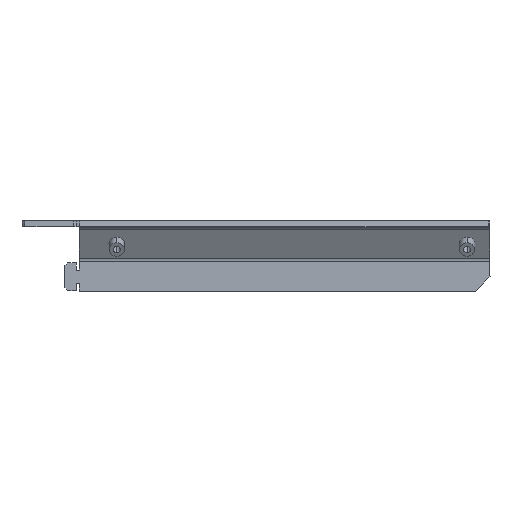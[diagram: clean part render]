
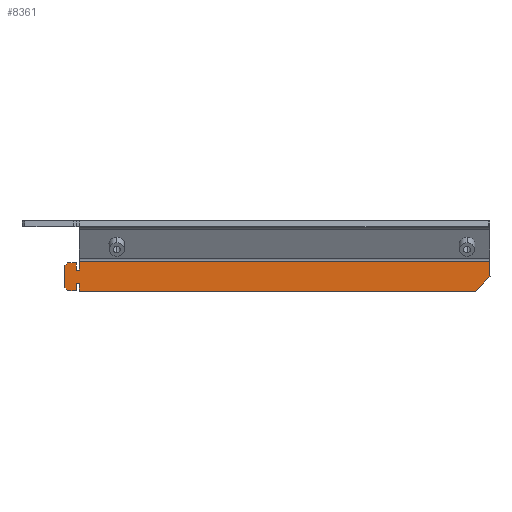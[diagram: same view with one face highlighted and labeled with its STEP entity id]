
A CAD part, front view. The second image highlights one B-rep face of the part: STEP entity #8361.
In plain terms, the highlighted planar face has unit normal (0, -1, 0).
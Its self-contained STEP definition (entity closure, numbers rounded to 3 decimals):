
#211 = ORIENTED_EDGE ( 'NONE', *, *, #3781, .T. ) ;
#280 = CARTESIAN_POINT ( 'NONE',  ( -621.391, 357.789, 753.205 ) ) ;
#423 = VERTEX_POINT ( 'NONE', #8796 ) ;
#497 = LINE ( 'NONE', #8324, #5913 ) ;
#868 = AXIS2_PLACEMENT_3D ( 'NONE', #1825, #3974, #8924 ) ;
#985 = DIRECTION ( 'NONE',  ( -1., 0., 0. ) ) ;
#1089 = CARTESIAN_POINT ( 'NONE',  ( -625.341, 357.789, 752.205 ) ) ;
#1190 = ORIENTED_EDGE ( 'NONE', *, *, #6664, .T. ) ;
#1335 = VECTOR ( 'NONE', #1930, 1000. ) ;
#1339 = VERTEX_POINT ( 'NONE', #4586 ) ;
#1428 = VERTEX_POINT ( 'NONE', #4676 ) ;
#1649 = LINE ( 'NONE', #2131, #5633 ) ;
#1754 = EDGE_CURVE ( 'NONE', #3131, #6058, #8862, .T. ) ;
#1825 = CARTESIAN_POINT ( 'NONE',  ( -548.858, 357.789, 750.667 ) ) ;
#1870 = DIRECTION ( 'NONE',  ( 1., 0., 0. ) ) ;
#1930 = DIRECTION ( 'NONE',  ( -0.707, 0., -0.707 ) ) ;
#1932 = ORIENTED_EDGE ( 'NONE', *, *, #7502, .F. ) ;
#2004 = LINE ( 'NONE', #5464, #1335 ) ;
#2108 = CARTESIAN_POINT ( 'NONE',  ( -625.341, 357.789, 750.667 ) ) ;
#2112 = VECTOR ( 'NONE', #7443, 1000. ) ;
#2131 = CARTESIAN_POINT ( 'NONE',  ( -624.341, 357.789, 743.505 ) ) ;
#2156 = CARTESIAN_POINT ( 'NONE',  ( -482.29, 357.789, 743.355 ) ) ;
#2168 = EDGE_CURVE ( 'NONE', #2300, #3131, #8570, .T. ) ;
#2234 = ORIENTED_EDGE ( 'NONE', *, *, #7444, .F. ) ;
#2300 = VERTEX_POINT ( 'NONE', #6899 ) ;
#2327 = VECTOR ( 'NONE', #7777, 1000. ) ;
#2338 = ORIENTED_EDGE ( 'NONE', *, *, #3945, .T. ) ;
#2497 = CARTESIAN_POINT ( 'NONE',  ( -620.291, 357.789, 750.667 ) ) ;
#2602 = DIRECTION ( 'NONE',  ( -1., 0., 0. ) ) ;
#2640 = EDGE_CURVE ( 'NONE', #5801, #423, #497, .T. ) ;
#2795 = LINE ( 'NONE', #7544, #6550 ) ;
#2891 = CARTESIAN_POINT ( 'NONE',  ( -620.291, 357.789, 750.667 ) ) ;
#3131 = VERTEX_POINT ( 'NONE', #8257 ) ;
#3257 = VERTEX_POINT ( 'NONE', #7578 ) ;
#3353 = VECTOR ( 'NONE', #4969, 1000. ) ;
#3396 = DIRECTION ( 'NONE',  ( -1., 0., 0. ) ) ;
#3469 = LINE ( 'NONE', #280, #8655 ) ;
#3527 = VECTOR ( 'NONE', #8018, 1000. ) ;
#3587 = DIRECTION ( 'NONE',  ( 1., 0., 0. ) ) ;
#3667 = VERTEX_POINT ( 'NONE', #1089 ) ;
#3705 = CARTESIAN_POINT ( 'NONE',  ( -620.291, 357.789, 750.705 ) ) ;
#3781 = EDGE_CURVE ( 'NONE', #2300, #3257, #3469, .T. ) ;
#3820 = ORIENTED_EDGE ( 'NONE', *, *, #4487, .T. ) ;
#3875 = ORIENTED_EDGE ( 'NONE', *, *, #2640, .F. ) ;
#3945 = EDGE_CURVE ( 'NONE', #8047, #1428, #6116, .T. ) ;
#3974 = DIRECTION ( 'NONE',  ( 0., 1., 0. ) ) ;
#3984 = DIRECTION ( 'NONE',  ( -1., 0., 0. ) ) ;
#4133 = ORIENTED_EDGE ( 'NONE', *, *, #8079, .F. ) ;
#4234 = VECTOR ( 'NONE', #1870, 1000. ) ;
#4286 = ORIENTED_EDGE ( 'NONE', *, *, #9185, .F. ) ;
#4487 = EDGE_CURVE ( 'NONE', #7885, #8047, #1649, .T. ) ;
#4586 = CARTESIAN_POINT ( 'NONE',  ( -620.291, 357.789, 753.828 ) ) ;
#4676 = CARTESIAN_POINT ( 'NONE',  ( -621.391, 357.789, 743.505 ) ) ;
#4689 = CARTESIAN_POINT ( 'NONE',  ( -625.341, 357.789, 744.505 ) ) ;
#4821 = CARTESIAN_POINT ( 'NONE',  ( -620.291, 357.789, 746.005 ) ) ;
#4969 = DIRECTION ( 'NONE',  ( 0., 0., 1. ) ) ;
#4997 = VECTOR ( 'NONE', #6391, 1000. ) ;
#5009 = ORIENTED_EDGE ( 'NONE', *, *, #8809, .F. ) ;
#5011 = DIRECTION ( 'NONE',  ( 0., 0., 1. ) ) ;
#5213 = LINE ( 'NONE', #2497, #2112 ) ;
#5286 = CARTESIAN_POINT ( 'NONE',  ( -621.391, 357.789, 750.667 ) ) ;
#5365 = EDGE_LOOP ( 'NONE', ( #6467, #6428, #211, #7709, #4133, #3820, #2338, #6339, #3875, #4286, #1932, #5009, #9121, #1190, #2234 ) ) ;
#5402 = CARTESIAN_POINT ( 'NONE',  ( -621.391, 357.789, 743.505 ) ) ;
#5449 = LINE ( 'NONE', #7017, #4997 ) ;
#5464 = CARTESIAN_POINT ( 'NONE',  ( -624.341, 357.789, 753.205 ) ) ;
#5623 = CARTESIAN_POINT ( 'NONE',  ( -477.29, 357.789, 750.667 ) ) ;
#5633 = VECTOR ( 'NONE', #6372, 1000. ) ;
#5801 = VERTEX_POINT ( 'NONE', #4821 ) ;
#5913 = VECTOR ( 'NONE', #3396, 1000. ) ;
#5932 = VERTEX_POINT ( 'NONE', #8266 ) ;
#5999 = DIRECTION ( 'NONE',  ( 0., 0., -1. ) ) ;
#6058 = VERTEX_POINT ( 'NONE', #3705 ) ;
#6072 = PLANE ( 'NONE',  #868 ) ;
#6116 = LINE ( 'NONE', #5402, #4234 ) ;
#6339 = ORIENTED_EDGE ( 'NONE', *, *, #6865, .F. ) ;
#6372 = DIRECTION ( 'NONE',  ( 0.707, 0., -0.707 ) ) ;
#6391 = DIRECTION ( 'NONE',  ( 0., 0., -1. ) ) ;
#6428 = ORIENTED_EDGE ( 'NONE', *, *, #2168, .F. ) ;
#6467 = ORIENTED_EDGE ( 'NONE', *, *, #1754, .F. ) ;
#6550 = VECTOR ( 'NONE', #2602, 1000. ) ;
#6664 = EDGE_CURVE ( 'NONE', #5932, #1339, #2795, .T. ) ;
#6697 = VECTOR ( 'NONE', #5999, 1000. ) ;
#6855 = EDGE_CURVE ( 'NONE', #7461, #5932, #7107, .T. ) ;
#6865 = EDGE_CURVE ( 'NONE', #423, #1428, #5449, .T. ) ;
#6871 = VERTEX_POINT ( 'NONE', #2156 ) ;
#6878 = LINE ( 'NONE', #7508, #7097 ) ;
#6899 = CARTESIAN_POINT ( 'NONE',  ( -621.391, 357.789, 753.205 ) ) ;
#6981 = VECTOR ( 'NONE', #3587, 1000. ) ;
#7017 = CARTESIAN_POINT ( 'NONE',  ( -621.391, 357.789, 750.667 ) ) ;
#7078 = CARTESIAN_POINT ( 'NONE',  ( -621.391, 357.789, 750.705 ) ) ;
#7097 = VECTOR ( 'NONE', #3984, 1000. ) ;
#7101 = CARTESIAN_POINT ( 'NONE',  ( -620.291, 357.789, 743.355 ) ) ;
#7107 = LINE ( 'NONE', #5623, #3353 ) ;
#7198 = EDGE_CURVE ( 'NONE', #3257, #3667, #2004, .T. ) ;
#7313 = LINE ( 'NONE', #2108, #2327 ) ;
#7315 = CARTESIAN_POINT ( 'NONE',  ( -477.29, 357.789, 748.355 ) ) ;
#7443 = DIRECTION ( 'NONE',  ( 0., 0., 1. ) ) ;
#7444 = EDGE_CURVE ( 'NONE', #6058, #1339, #5213, .T. ) ;
#7461 = VERTEX_POINT ( 'NONE', #8152 ) ;
#7502 = EDGE_CURVE ( 'NONE', #6871, #7662, #6878, .T. ) ;
#7508 = CARTESIAN_POINT ( 'NONE',  ( -548.858, 357.789, 743.355 ) ) ;
#7544 = CARTESIAN_POINT ( 'NONE',  ( -548.858, 357.789, 753.828 ) ) ;
#7578 = CARTESIAN_POINT ( 'NONE',  ( -624.341, 357.789, 753.205 ) ) ;
#7662 = VERTEX_POINT ( 'NONE', #7101 ) ;
#7709 = ORIENTED_EDGE ( 'NONE', *, *, #7198, .T. ) ;
#7777 = DIRECTION ( 'NONE',  ( 0., 0., 1. ) ) ;
#7885 = VERTEX_POINT ( 'NONE', #4689 ) ;
#8018 = DIRECTION ( 'NONE',  ( -0.707, 0., -0.707 ) ) ;
#8047 = VERTEX_POINT ( 'NONE', #8451 ) ;
#8079 = EDGE_CURVE ( 'NONE', #7885, #3667, #7313, .T. ) ;
#8152 = CARTESIAN_POINT ( 'NONE',  ( -477.29, 357.789, 748.355 ) ) ;
#8257 = CARTESIAN_POINT ( 'NONE',  ( -621.391, 357.789, 750.705 ) ) ;
#8266 = CARTESIAN_POINT ( 'NONE',  ( -477.29, 357.789, 753.828 ) ) ;
#8324 = CARTESIAN_POINT ( 'NONE',  ( -621.391, 357.789, 746.005 ) ) ;
#8361 = ADVANCED_FACE ( 'NONE', ( #9088 ), #6072, .F. ) ;
#8451 = CARTESIAN_POINT ( 'NONE',  ( -624.341, 357.789, 743.505 ) ) ;
#8570 = LINE ( 'NONE', #5286, #6697 ) ;
#8598 = VECTOR ( 'NONE', #5011, 1000. ) ;
#8655 = VECTOR ( 'NONE', #985, 1000. ) ;
#8796 = CARTESIAN_POINT ( 'NONE',  ( -621.391, 357.789, 746.005 ) ) ;
#8809 = EDGE_CURVE ( 'NONE', #7461, #6871, #8955, .T. ) ;
#8832 = LINE ( 'NONE', #2891, #8598 ) ;
#8862 = LINE ( 'NONE', #7078, #6981 ) ;
#8924 = DIRECTION ( 'NONE',  ( 0., 0., 1. ) ) ;
#8955 = LINE ( 'NONE', #7315, #3527 ) ;
#9088 = FACE_OUTER_BOUND ( 'NONE', #5365, .T. ) ;
#9121 = ORIENTED_EDGE ( 'NONE', *, *, #6855, .T. ) ;
#9185 = EDGE_CURVE ( 'NONE', #7662, #5801, #8832, .T. ) ;
